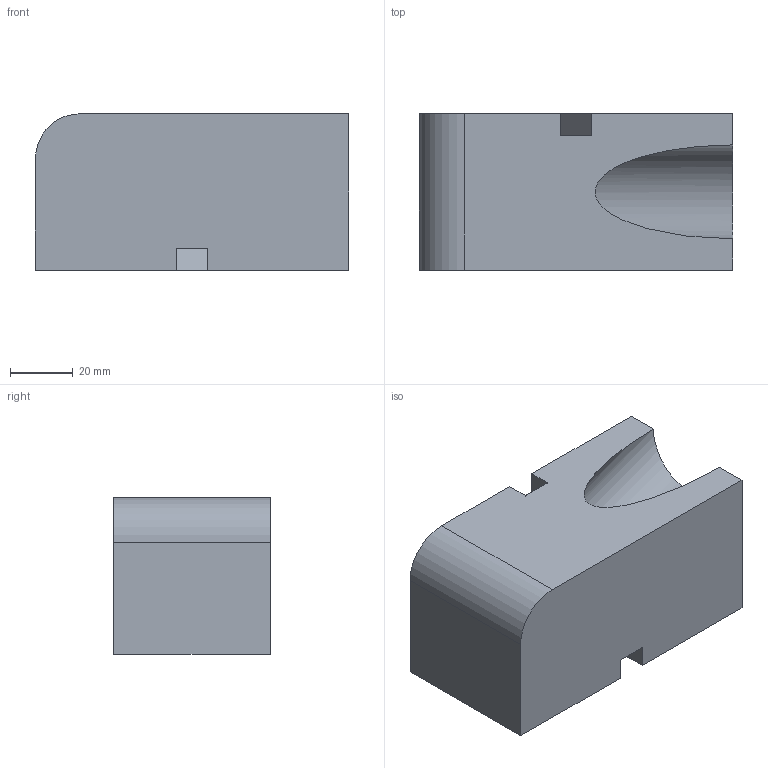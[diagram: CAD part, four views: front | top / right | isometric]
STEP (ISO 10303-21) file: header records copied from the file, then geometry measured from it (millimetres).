
FILE_DESCRIPTION(/* description */ (''),/* implementation_level */ '2;1');
FILE_NAME(/* name */ 'Test3.step',/* time_stamp */ '2024-11-02T22:02:03+01:00',/* author */ (''),/* organization */ (''),/* preprocessor_version */ 'ST-DEVELOPER v20',/* originating_system */ 'Autodesk Translation Framework v13.20.0.188',/* authorisation */ '');
FILE_SCHEMA (('AUTOMOTIVE_DESIGN { 1 0 10303 214 3 1 1 }'));
Length unit declared in the file: millimetre
Products named in the file (1): (Unsaved)
Bounding box: 100 x 50 x 50 mm (x, y, z)
Volume: 183950.9 mm3; surface area: 32358.5 mm2
Topology: 1 solids, 1 shells, 17 faces, 51 edges, 34 vertices
Faces by surface type: plane 15, cylinder 2
Full cylindrical faces by diameter (mm): 30 x1
Entity records: 620 total; most frequent: CARTESIAN_POINT 103, ORIENTED_EDGE 102, DIRECTION 101, EDGE_CURVE 51, LINE 37, VECTOR 37, VERTEX_POINT 34, AXIS2_PLACEMENT_3D 32
